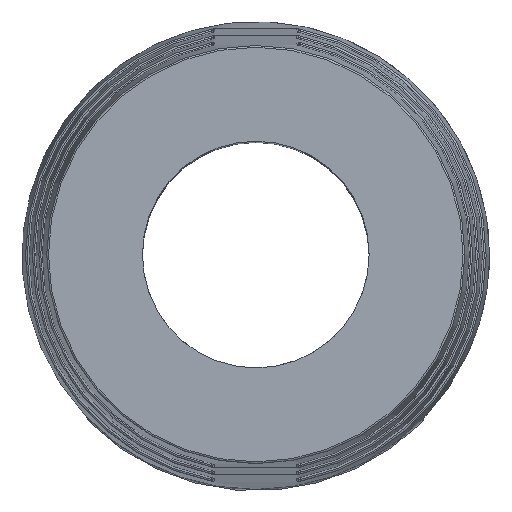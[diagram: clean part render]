
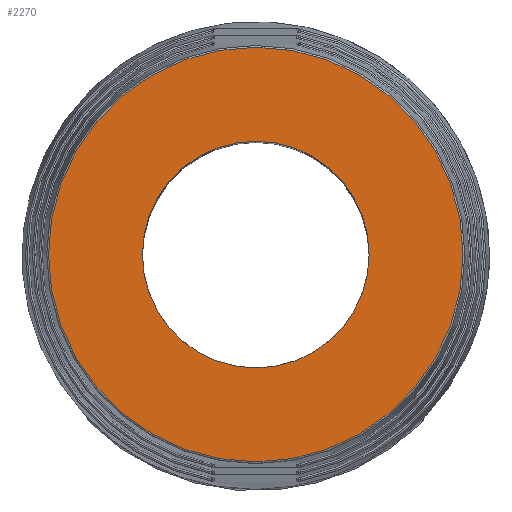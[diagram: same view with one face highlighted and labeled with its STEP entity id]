
A CAD part, top view. The second image highlights one B-rep face of the part: STEP entity #2270.
In plain terms, the highlighted planar face has unit normal (0, 0, 1).
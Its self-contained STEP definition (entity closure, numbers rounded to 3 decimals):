
#210=FACE_BOUND('',#449,.T.);
#227=PLANE('',#2511);
#289=FACE_OUTER_BOUND('',#448,.T.);
#448=EDGE_LOOP('',(#1786,#1787));
#449=EDGE_LOOP('',(#1788,#1789));
#773=CIRCLE('',#2397,3.2);
#774=CIRCLE('',#2398,3.2);
#806=CIRCLE('',#2442,5.852);
#807=CIRCLE('',#2443,5.852);
#930=VERTEX_POINT('',#3352);
#931=VERTEX_POINT('',#3354);
#990=VERTEX_POINT('',#4250);
#991=VERTEX_POINT('',#4251);
#1138=EDGE_CURVE('',#931,#930,#773,.T.);
#1139=EDGE_CURVE('',#930,#931,#774,.T.);
#1222=EDGE_CURVE('',#990,#991,#806,.T.);
#1223=EDGE_CURVE('',#991,#990,#807,.T.);
#1786=ORIENTED_EDGE('',*,*,#1222,.T.);
#1787=ORIENTED_EDGE('',*,*,#1223,.T.);
#1788=ORIENTED_EDGE('',*,*,#1138,.T.);
#1789=ORIENTED_EDGE('',*,*,#1139,.T.);
#2270=ADVANCED_FACE('',(#289,#210),#227,.T.);
#2397=AXIS2_PLACEMENT_3D('',#3355,#2652,#2653);
#2398=AXIS2_PLACEMENT_3D('',#3356,#2654,#2655);
#2442=AXIS2_PLACEMENT_3D('',#4252,#2759,#2760);
#2443=AXIS2_PLACEMENT_3D('',#4253,#2761,#2762);
#2511=AXIS2_PLACEMENT_3D('',#4889,#2955,#2956);
#2652=DIRECTION('center_axis',(0.,0.,-1.));
#2653=DIRECTION('ref_axis',(1.,0.,0.));
#2654=DIRECTION('center_axis',(0.,0.,-1.));
#2655=DIRECTION('ref_axis',(1.,0.,0.));
#2759=DIRECTION('center_axis',(0.,0.,1.));
#2760=DIRECTION('ref_axis',(1.,0.,0.));
#2761=DIRECTION('center_axis',(0.,0.,1.));
#2762=DIRECTION('ref_axis',(1.,0.,0.));
#2955=DIRECTION('center_axis',(0.,0.,1.));
#2956=DIRECTION('ref_axis',(1.,0.,0.));
#3352=CARTESIAN_POINT('',(-3.2,0.,14.));
#3354=CARTESIAN_POINT('',(3.2,0.,14.));
#3355=CARTESIAN_POINT('Origin',(0.,0.,14.));
#3356=CARTESIAN_POINT('Origin',(0.,0.,14.));
#4250=CARTESIAN_POINT('',(5.852,0.,14.));
#4251=CARTESIAN_POINT('',(-5.852,0.,14.));
#4252=CARTESIAN_POINT('Origin',(0.,0.,14.));
#4253=CARTESIAN_POINT('Origin',(0.,0.,14.));
#4889=CARTESIAN_POINT('Origin',(0.,0.,14.));
